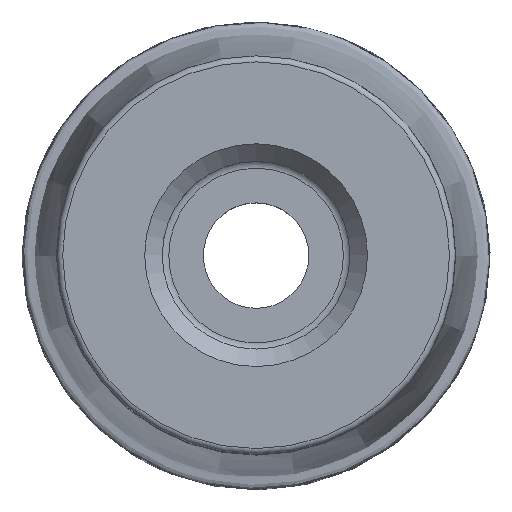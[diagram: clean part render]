
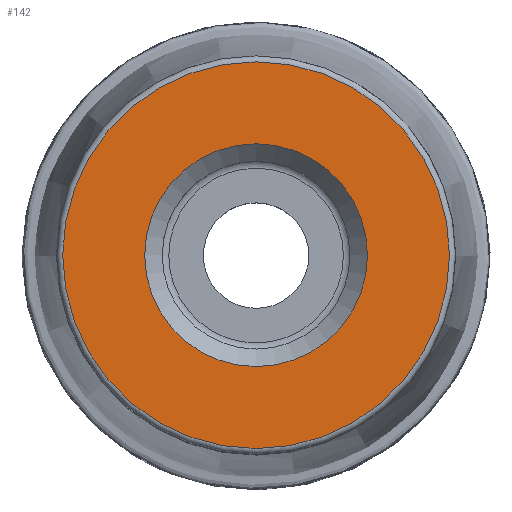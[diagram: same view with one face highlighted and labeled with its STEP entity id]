
A CAD part, top view. The second image highlights one B-rep face of the part: STEP entity #142.
In plain terms, the highlighted planar face has unit normal (0, 0, 1).
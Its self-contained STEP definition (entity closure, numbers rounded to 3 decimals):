
#120=PLANE('',#609);
#142=ADVANCED_FACE('CU_BACK_F001',(#202,#203),#120,.F.);
#202=FACE_BOUND('',#267,.T.);
#203=FACE_BOUND('',#268,.T.);
#267=EDGE_LOOP('',(#331));
#268=EDGE_LOOP('',(#332));
#331=ORIENTED_EDGE('',*,*,#411,.T.);
#332=ORIENTED_EDGE('',*,*,#412,.F.);
#378=VERTEX_POINT('',#873);
#379=VERTEX_POINT('',#875);
#411=EDGE_CURVE('',#378,#378,#443,.T.);
#412=EDGE_CURVE('',#379,#379,#444,.T.);
#443=CIRCLE('',#607,16.5);
#444=CIRCLE('',#608,9.505);
#607=AXIS2_PLACEMENT_3D('',#872,#735,#736);
#608=AXIS2_PLACEMENT_3D('',#874,#737,#738);
#609=AXIS2_PLACEMENT_3D('',#876,#739,#740);
#735=DIRECTION('',(0.,0.,1.));
#736=DIRECTION('',(-1.,0.,0.));
#737=DIRECTION('',(0.,0.,1.));
#738=DIRECTION('',(1.,0.,0.));
#739=DIRECTION('',(0.,0.,-1.));
#740=DIRECTION('',(-1.,0.,0.));
#872=CARTESIAN_POINT('',(0.,0.,0.));
#873=CARTESIAN_POINT('',(-16.5,0.,0.));
#874=CARTESIAN_POINT('',(0.,0.,0.));
#875=CARTESIAN_POINT('',(9.505,0.,0.));
#876=CARTESIAN_POINT('',(-17.,0.,0.));
